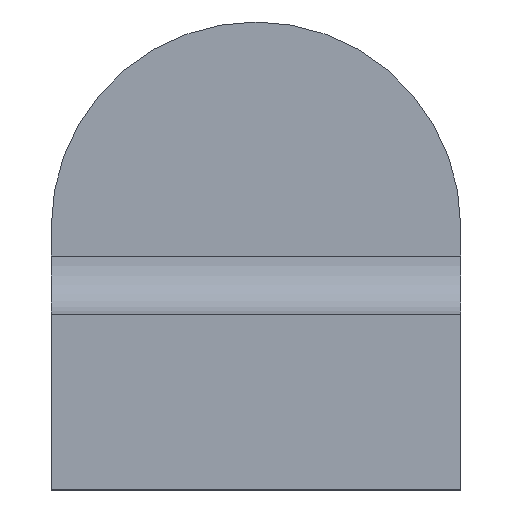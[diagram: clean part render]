
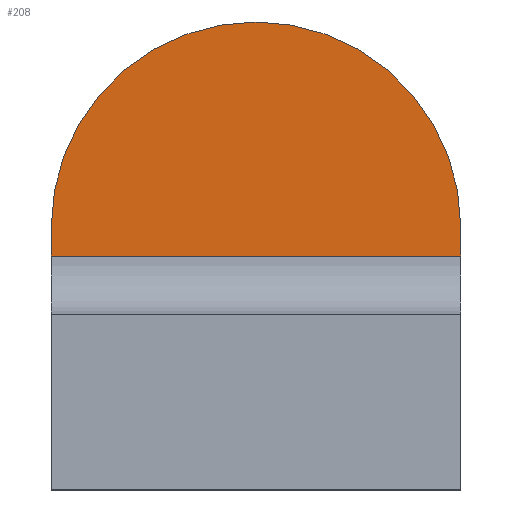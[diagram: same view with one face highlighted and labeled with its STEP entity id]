
A CAD part, left-side view. The second image highlights one B-rep face of the part: STEP entity #208.
In plain terms, the highlighted planar face has unit normal (-1, 0, 0).
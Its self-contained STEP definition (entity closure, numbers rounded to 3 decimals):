
#21=PLANE('',#240);
#32=FACE_OUTER_BOUND('',#45,.T.);
#45=EDGE_LOOP('',(#166,#167,#168,#169));
#62=LINE('',#343,#81);
#63=LINE('',#348,#82);
#64=LINE('',#349,#83);
#81=VECTOR('',#283,10.);
#82=VECTOR('',#288,10.);
#83=VECTOR('',#289,10.);
#97=CIRCLE('',#241,3.5);
#109=VERTEX_POINT('',#339);
#110=VERTEX_POINT('',#341);
#111=VERTEX_POINT('',#345);
#112=VERTEX_POINT('',#346);
#132=EDGE_CURVE('',#109,#110,#62,.T.);
#133=EDGE_CURVE('',#111,#112,#97,.T.);
#134=EDGE_CURVE('',#109,#111,#63,.T.);
#135=EDGE_CURVE('',#112,#110,#64,.T.);
#166=ORIENTED_EDGE('',*,*,#133,.F.);
#167=ORIENTED_EDGE('',*,*,#134,.F.);
#168=ORIENTED_EDGE('',*,*,#132,.T.);
#169=ORIENTED_EDGE('',*,*,#135,.F.);
#208=ADVANCED_FACE('',(#32),#21,.F.);
#240=AXIS2_PLACEMENT_3D('',#344,#284,#285);
#241=AXIS2_PLACEMENT_3D('',#347,#286,#287);
#283=DIRECTION('',(0.,-1.,0.));
#284=DIRECTION('center_axis',(1.,0.,0.));
#285=DIRECTION('ref_axis',(0.,1.,0.));
#286=DIRECTION('center_axis',(1.,0.,0.));
#287=DIRECTION('ref_axis',(0.,1.,0.));
#288=DIRECTION('',(0.,0.,1.));
#289=DIRECTION('',(0.,0.,-1.));
#339=CARTESIAN_POINT('',(0.,7.,4.));
#341=CARTESIAN_POINT('',(0.,0.,4.));
#343=CARTESIAN_POINT('',(0.,0.,4.));
#344=CARTESIAN_POINT('Origin',(0.,3.5,4.));
#345=CARTESIAN_POINT('',(0.,7.,4.5));
#346=CARTESIAN_POINT('',(0.,0.,4.5));
#347=CARTESIAN_POINT('Origin',(0.,3.5,4.5));
#348=CARTESIAN_POINT('',(0.,7.,0.));
#349=CARTESIAN_POINT('',(0.,0.,4.5));
